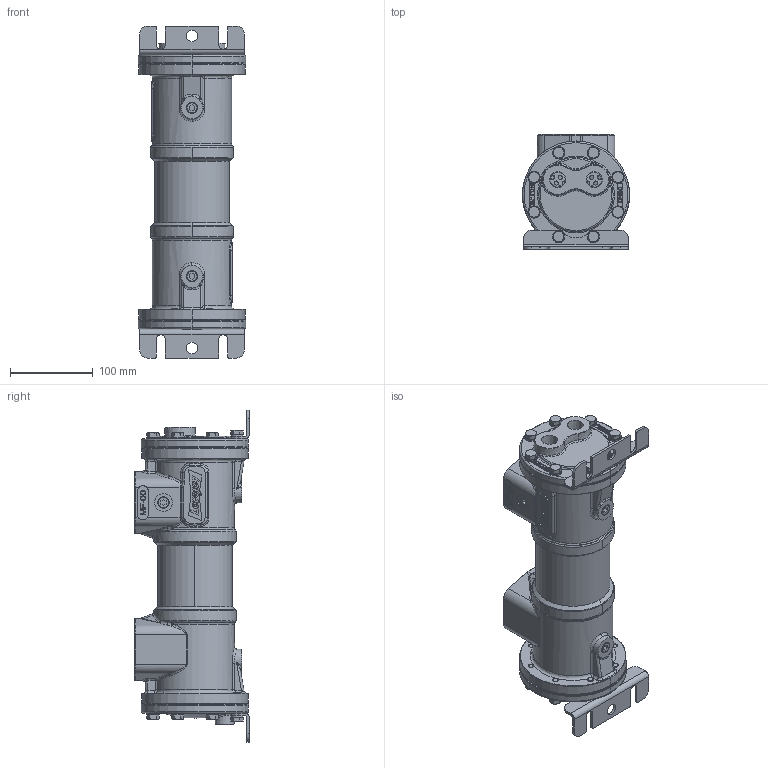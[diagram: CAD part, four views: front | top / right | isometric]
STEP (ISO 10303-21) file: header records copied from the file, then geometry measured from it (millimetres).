
FILE_DESCRIPTION((''),'2;1');
FILE_NAME('84527102933_ASM','2013-06-24T',('ppetruska'),(''),'PRO/ENGINEER BY PARAMETRIC TECHNOLOGY CORPORATION, 2012480','PRO/ENGINEER BY PARAMETRIC TECHNOLOGY CORPORATION, 2012480','');
FILE_SCHEMA(('CONFIG_CONTROL_DESIGN'));
Products named in the file (17): 84527108782_AF1; 84527108785_AF0_ASM; 84527108772_ASM; 84527102992; SIZE_80_WR; 84527103011; 84527108938; 84527108939; 84527108862_AF0; 84527103053_ASM; 84527108863_AF0; 84527103055_ASM; 84527108795; 84527108794; 84527103004; 68514457302; 84527102933_ASM
Assembly tree (52 placements, depth 4):
  84527102933_ASM
    84527108772_ASM  x2
      84527108785_AF0_ASM
        84527108782_AF1
    84527102992
    SIZE_80_WR  x2
    84527103011  x5
    84527108938
    84527108939
    84527103053_ASM
      84527108862_AF0
    84527103055_ASM
      84527108863_AF0
    84527108795  x2
    84527108794  x16
    84527103004  x4
    68514457302  x12
Bounding box: 130 x 139 x 402 mm (x, y, z)
Volume: 1411540 mm3; surface area: 443122.2 mm2
Topology: 48 solids, 48 shells, 3045 faces, 7725 edges, 4865 vertices
Faces by surface type: plane 1644, cylinder 633, cone 478, bspline 161, torus 72, sphere 29, extrusion 28
Entity records: 64084 total; most frequent: CARTESIAN_POINT 16601, ORIENTED_EDGE 9916, DIRECTION 9536, EDGE_CURVE 4958, VECTOR 3532, LINE 3518, VERTEX_POINT 3173, AXIS2_PLACEMENT_3D 3002
